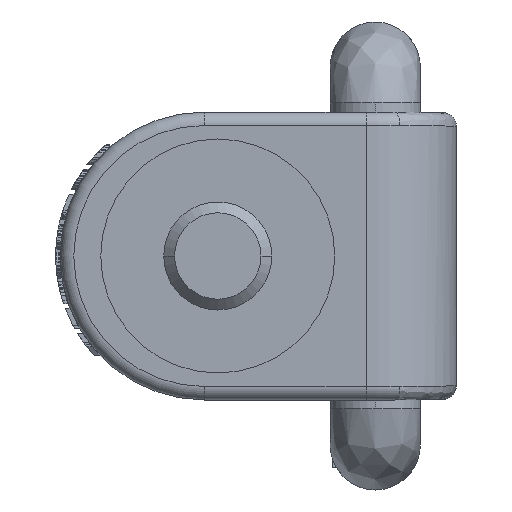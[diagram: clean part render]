
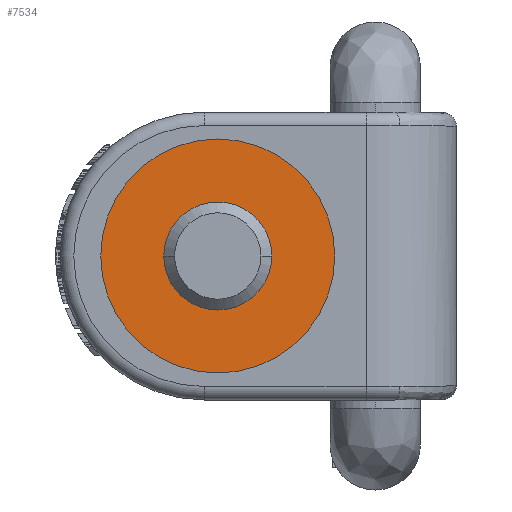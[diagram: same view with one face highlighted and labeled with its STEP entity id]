
A CAD part, front view. The second image highlights one B-rep face of the part: STEP entity #7534.
In plain terms, the highlighted planar face has unit normal (0, -1, 0).
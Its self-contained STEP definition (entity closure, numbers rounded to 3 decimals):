
#65=CARTESIAN_POINT('',(-28.5,-4.5,0.));
#66=DIRECTION('',(0.,1.,0.));
#67=DIRECTION('',(1.,0.,0.));
#68=AXIS2_PLACEMENT_3D('',#65,#66,#67);
#70=CARTESIAN_POINT('',(-28.5,-4.5,0.));
#71=DIRECTION('',(0.,-1.,0.));
#72=DIRECTION('',(1.,0.,0.));
#73=AXIS2_PLACEMENT_3D('',#70,#71,#72);
#75=CARTESIAN_POINT('',(-28.5,-4.5,0.));
#76=DIRECTION('',(0.,1.,0.));
#77=DIRECTION('',(1.,0.,0.));
#78=AXIS2_PLACEMENT_3D('',#75,#76,#77);
#80=CARTESIAN_POINT('',(-28.5,-4.5,0.));
#81=DIRECTION('',(0.,-1.,0.));
#82=DIRECTION('',(1.,0.,0.));
#83=AXIS2_PLACEMENT_3D('',#80,#81,#82);
#6193=CARTESIAN_POINT('',(-15.5,-4.5,0.));
#6195=VERTEX_POINT('',#6193);
#6201=CARTESIAN_POINT('',(-41.5,-4.5,0.));
#6203=VERTEX_POINT('',#6201);
#6213=CARTESIAN_POINT('',(-22.5,-4.5,0.));
#6214=CARTESIAN_POINT('',(-34.5,-4.5,0.));
#6215=VERTEX_POINT('',#6213);
#6216=VERTEX_POINT('',#6214);
#7519=CARTESIAN_POINT('',(-28.5,-4.5,0.));
#7520=DIRECTION('',(0.,-1.,0.));
#7521=DIRECTION('',(-1.,0.,0.));
#7522=AXIS2_PLACEMENT_3D('',#7519,#7520,#7521);
#7523=PLANE('',#7522);
#7524=ORIENTED_EDGE('',*,*,#7512,.F.);
#7525=ORIENTED_EDGE('',*,*,#7501,.T.);
#7526=EDGE_LOOP('',(#7524,#7525));
#7527=FACE_OUTER_BOUND('',#7526,.F.);
#7529=ORIENTED_EDGE('',*,*,#7528,.F.);
#7531=ORIENTED_EDGE('',*,*,#7530,.T.);
#7532=EDGE_LOOP('',(#7529,#7531));
#7533=FACE_BOUND('',#7532,.F.);
#7534=ADVANCED_FACE('',(#7527,#7533),#7523,.T.);
#69=CIRCLE('',#68,13.);
#74=CIRCLE('',#73,13.);
#79=CIRCLE('',#78,6.);
#84=CIRCLE('',#83,6.);
#7501=EDGE_CURVE('',#6195,#6203,#69,.T.);
#7512=EDGE_CURVE('',#6195,#6203,#74,.T.);
#7528=EDGE_CURVE('',#6215,#6216,#79,.T.);
#7530=EDGE_CURVE('',#6215,#6216,#84,.T.);
